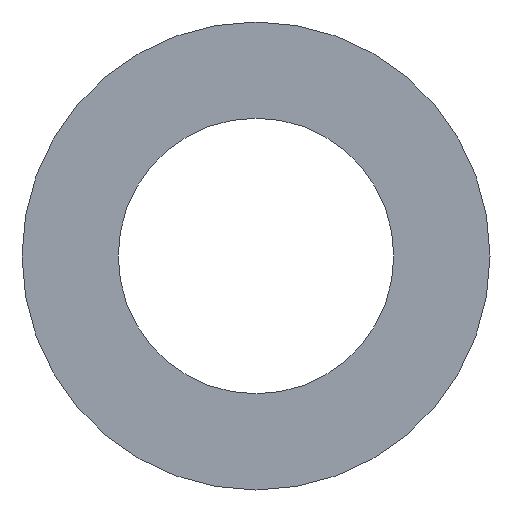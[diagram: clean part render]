
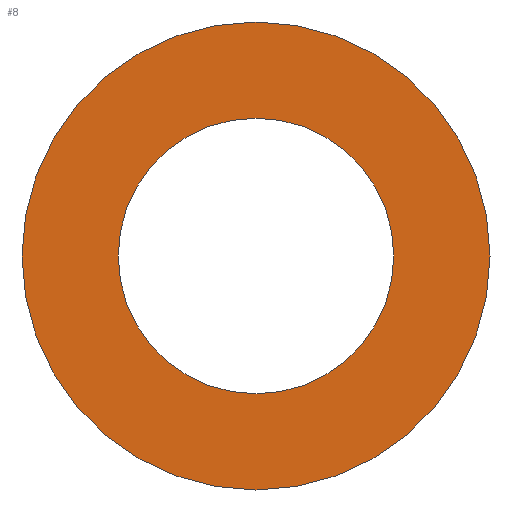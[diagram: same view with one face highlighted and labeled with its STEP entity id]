
A CAD part, left-side view. The second image highlights one B-rep face of the part: STEP entity #8.
In plain terms, the highlighted planar face has unit normal (-1, 0, 0).
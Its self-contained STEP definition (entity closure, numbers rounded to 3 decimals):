
#7 = CARTESIAN_POINT ( 'NONE',  ( -1., 0., 0. ) ) ;
#8 = ADVANCED_FACE ( 'NONE', ( #118, #156 ), #30, .F. ) ;
#9 = CARTESIAN_POINT ( 'NONE',  ( -1., 0., 0. ) ) ;
#14 = EDGE_CURVE ( 'NONE', #236, #90, #146, .T. ) ;
#15 = DIRECTION ( 'NONE',  ( -1., 0., 0. ) ) ;
#20 = DIRECTION ( 'NONE',  ( -1., 0., 0. ) ) ;
#26 = ORIENTED_EDGE ( 'NONE', *, *, #207, .T. ) ;
#28 = VERTEX_POINT ( 'NONE', #218 ) ;
#30 = PLANE ( 'NONE',  #95 ) ;
#39 = AXIS2_PLACEMENT_3D ( 'NONE', #7, #20, #69 ) ;
#44 = DIRECTION ( 'NONE',  ( 0., 0., -1. ) ) ;
#56 = DIRECTION ( 'NONE',  ( -1., 0., 0. ) ) ;
#63 = EDGE_CURVE ( 'NONE', #179, #28, #142, .T. ) ;
#68 = AXIS2_PLACEMENT_3D ( 'NONE', #9, #56, #96 ) ;
#69 = DIRECTION ( 'NONE',  ( 0., 0., 1. ) ) ;
#74 = DIRECTION ( 'NONE',  ( 1., 0., 0. ) ) ;
#77 = CARTESIAN_POINT ( 'NONE',  ( -1., 0., 0. ) ) ;
#85 = CARTESIAN_POINT ( 'NONE',  ( -1., 0., -4.5 ) ) ;
#90 = VERTEX_POINT ( 'NONE', #176 ) ;
#95 = AXIS2_PLACEMENT_3D ( 'NONE', #110, #74, #44 ) ;
#96 = DIRECTION ( 'NONE',  ( 0., 0., 1. ) ) ;
#100 = EDGE_CURVE ( 'NONE', #28, #179, #198, .T. ) ;
#103 = CIRCLE ( 'NONE', #188, 4.5 ) ;
#110 = CARTESIAN_POINT ( 'NONE',  ( -1., 4.5, 0. ) ) ;
#114 = AXIS2_PLACEMENT_3D ( 'NONE', #77, #201, #182 ) ;
#118 = FACE_BOUND ( 'NONE', #173, .T. ) ;
#142 = CIRCLE ( 'NONE', #68, 2.65 ) ;
#146 = CIRCLE ( 'NONE', #114, 4.5 ) ;
#156 = FACE_OUTER_BOUND ( 'NONE', #239, .T. ) ;
#167 = ORIENTED_EDGE ( 'NONE', *, *, #14, .T. ) ;
#173 = EDGE_LOOP ( 'NONE', ( #230, #232 ) ) ;
#176 = CARTESIAN_POINT ( 'NONE',  ( -1., 0., 4.5 ) ) ;
#179 = VERTEX_POINT ( 'NONE', #210 ) ;
#182 = DIRECTION ( 'NONE',  ( 0., 0., 1. ) ) ;
#188 = AXIS2_PLACEMENT_3D ( 'NONE', #208, #15, #227 ) ;
#198 = CIRCLE ( 'NONE', #39, 2.65 ) ;
#201 = DIRECTION ( 'NONE',  ( -1., 0., 0. ) ) ;
#207 = EDGE_CURVE ( 'NONE', #90, #236, #103, .T. ) ;
#208 = CARTESIAN_POINT ( 'NONE',  ( -1., 0., 0. ) ) ;
#210 = CARTESIAN_POINT ( 'NONE',  ( -1., 0., -2.65 ) ) ;
#218 = CARTESIAN_POINT ( 'NONE',  ( -1., 0., 2.65 ) ) ;
#227 = DIRECTION ( 'NONE',  ( 0., 0., 1. ) ) ;
#230 = ORIENTED_EDGE ( 'NONE', *, *, #100, .F. ) ;
#232 = ORIENTED_EDGE ( 'NONE', *, *, #63, .F. ) ;
#236 = VERTEX_POINT ( 'NONE', #85 ) ;
#239 = EDGE_LOOP ( 'NONE', ( #26, #167 ) ) ;
